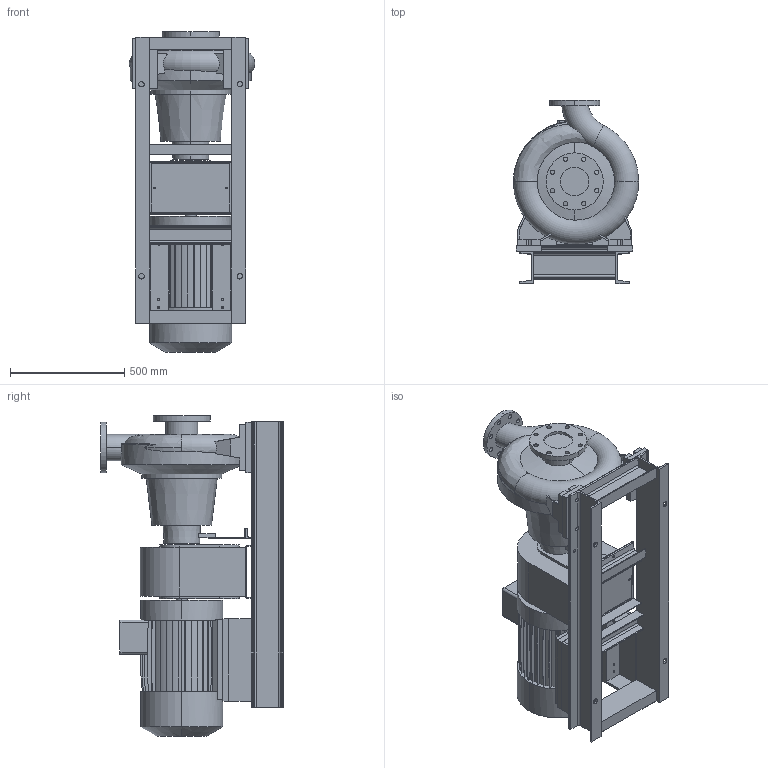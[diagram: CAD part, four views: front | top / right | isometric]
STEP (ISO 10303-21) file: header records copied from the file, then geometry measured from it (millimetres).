
FILE_DESCRIPTION (( 'STEP AP203' ), '1' );
FILE_NAME ('10018148swa00.step', '2023-07-07T12:07:06', ( '' ), ( '' ), 'SwSTEP 2.0', 'SolidWorks 2020', '' );
FILE_SCHEMA (( 'CONFIG_CONTROL_DESIGN' ));
Length unit declared in the file: millimetre
Products named in the file (5): 10018097swp00_MCG 25 N4 100-400 180; 90.328.07swp01_LAVORATO<A macchina>; 10018148swa00; 10017783swp00_100-400; 10018072swp00_180L 4-6
Assembly tree (4 placements, depth 2):
  10018148swa00
    10017783swp00_100-400
    10018097swp00_MCG 25 N4 100-400 180
    10018072swp00_180L 4-6
    90.328.07swp01_LAVORATO<A macchina>
Bounding box: 547.94 x 800 x 1403 mm (x, y, z)
Volume: 156228693.7 mm3; surface area: 5990356.4 mm2
Topology: 20 solids, 21 shells, 705 faces, 1944 edges, 1291 vertices
Faces by surface type: plane 483, cylinder 202, cone 11, torus 7, bspline 2
Entity records: 24841 total; most frequent: CARTESIAN_POINT 5984, ORIENTED_EDGE 3888, DIRECTION 3690, EDGE_CURVE 1944, LINE 1436, VECTOR 1436, VERTEX_POINT 1291, AXIS2_PLACEMENT_3D 1127
